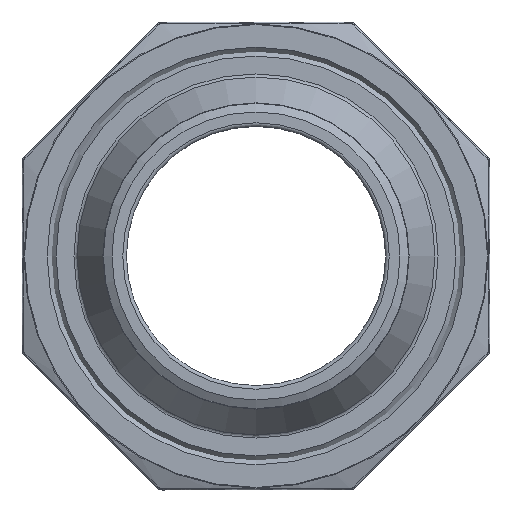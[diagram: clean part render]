
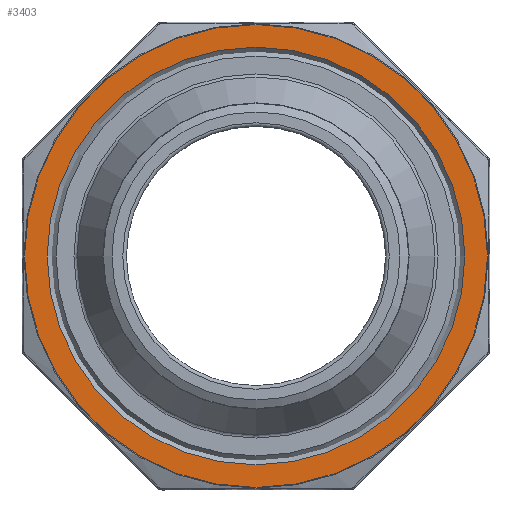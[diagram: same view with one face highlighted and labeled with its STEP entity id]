
A CAD part, left-side view. The second image highlights one B-rep face of the part: STEP entity #3403.
In plain terms, the highlighted planar face has unit normal (-1, 0, 0).
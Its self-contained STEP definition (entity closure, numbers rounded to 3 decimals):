
#939 = DIRECTION ( 'NONE',  ( 0., 0., 1. ) ) ;
#1106 = CARTESIAN_POINT ( 'NONE',  ( -13., 42.92, 0. ) ) ;
#1256 = FACE_BOUND ( 'NONE', #11992, .T. ) ;
#2584 = PLANE ( 'NONE',  #3266 ) ;
#2822 = CIRCLE ( 'NONE', #10270, 32.147 ) ;
#3039 = DIRECTION ( 'NONE',  ( 0., 0., -1. ) ) ;
#3266 = AXIS2_PLACEMENT_3D ( 'NONE', #1106, #12333, #939 ) ;
#3403 = ADVANCED_FACE ( 'NONE', ( #12401, #1256 ), #2584, .T. ) ;
#6811 = EDGE_CURVE ( 'NONE', #10917, #10917, #15550, .T. ) ;
#7149 = DIRECTION ( 'NONE',  ( 0., 0., 1. ) ) ;
#8396 = CARTESIAN_POINT ( 'NONE',  ( -13., 0., -29. ) ) ;
#9472 = EDGE_LOOP ( 'NONE', ( #14094 ) ) ;
#9905 = VERTEX_POINT ( 'NONE', #16184 ) ;
#10270 = AXIS2_PLACEMENT_3D ( 'NONE', #15944, #13591, #7149 ) ;
#10680 = ORIENTED_EDGE ( 'NONE', *, *, #6811, .T. ) ;
#10917 = VERTEX_POINT ( 'NONE', #8396 ) ;
#10925 = EDGE_CURVE ( 'NONE', #9905, #9905, #2822, .T. ) ;
#11992 = EDGE_LOOP ( 'NONE', ( #10680 ) ) ;
#12333 = DIRECTION ( 'NONE',  ( -1., 0., 0. ) ) ;
#12401 = FACE_OUTER_BOUND ( 'NONE', #9472, .T. ) ;
#13343 = DIRECTION ( 'NONE',  ( 1., 0., 0. ) ) ;
#13591 = DIRECTION ( 'NONE',  ( -1., 0., 0. ) ) ;
#13649 = AXIS2_PLACEMENT_3D ( 'NONE', #15633, #13343, #3039 ) ;
#14094 = ORIENTED_EDGE ( 'NONE', *, *, #10925, .T. ) ;
#15550 = CIRCLE ( 'NONE', #13649, 29. ) ;
#15633 = CARTESIAN_POINT ( 'NONE',  ( -13., 0., 0. ) ) ;
#15944 = CARTESIAN_POINT ( 'NONE',  ( -13., 0., 0. ) ) ;
#16184 = CARTESIAN_POINT ( 'NONE',  ( -13., 0., 32.147 ) ) ;
